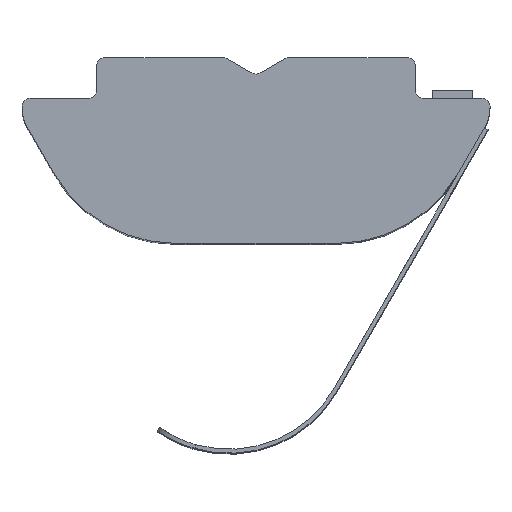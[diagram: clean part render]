
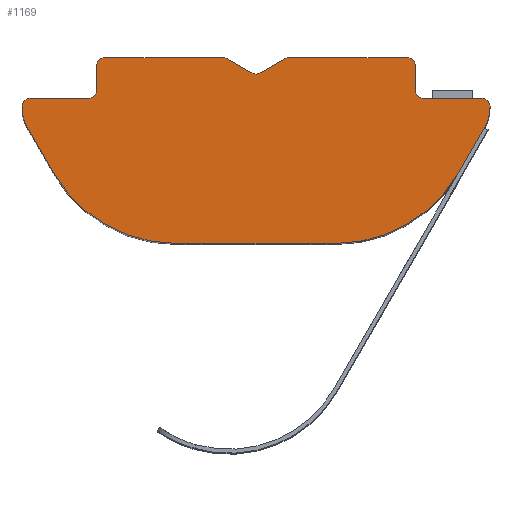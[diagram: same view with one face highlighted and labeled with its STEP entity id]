
A CAD part, top view. The second image highlights one B-rep face of the part: STEP entity #1169.
In plain terms, the highlighted planar face has unit normal (0, 0, 1).
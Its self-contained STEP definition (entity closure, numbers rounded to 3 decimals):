
#38=PLANE('',#1303);
#81=FACE_OUTER_BOUND('',#145,.T.);
#145=EDGE_LOOP('',(#897,#898,#899,#900,#901,#902,#903,#904,#905,#906,#907,
#908,#909,#910,#911,#912,#913,#914,#915,#916,#917,#918,#919,#920,#921,#922));
#192=LINE('',#1824,#306);
#199=LINE('',#1837,#313);
#214=LINE('',#1928,#328);
#218=LINE('',#1937,#332);
#222=LINE('',#1946,#336);
#224=LINE('',#1951,#338);
#230=LINE('',#1962,#344);
#235=LINE('',#1975,#349);
#241=LINE('',#1988,#355);
#253=LINE('',#2013,#367);
#256=LINE('',#2019,#370);
#262=LINE('',#2030,#376);
#263=LINE('',#2034,#377);
#306=VECTOR('',#1406,1000.);
#313=VECTOR('',#1417,1000.);
#328=VECTOR('',#1462,1000.);
#332=VECTOR('',#1468,1000.);
#336=VECTOR('',#1474,1000.);
#338=VECTOR('',#1478,1000.);
#344=VECTOR('',#1486,1000.);
#349=VECTOR('',#1495,1000.);
#355=VECTOR('',#1503,1000.);
#367=VECTOR('',#1517,1000.);
#370=VECTOR('',#1522,1000.);
#376=VECTOR('',#1532,1000.);
#377=VECTOR('',#1535,1000.);
#439=CIRCLE('',#1280,0.2);
#445=CIRCLE('',#1304,0.2);
#446=CIRCLE('',#1305,0.2);
#447=CIRCLE('',#1306,0.2);
#448=CIRCLE('',#1307,0.2);
#449=CIRCLE('',#1308,0.2);
#450=CIRCLE('',#1309,1.);
#451=CIRCLE('',#1310,3.5);
#452=CIRCLE('',#1311,3.5);
#453=CIRCLE('',#1312,1.);
#454=CIRCLE('',#1313,0.2);
#455=CIRCLE('',#1314,0.2);
#456=CIRCLE('',#1315,0.2);
#496=VERTEX_POINT('',#1821);
#497=VERTEX_POINT('',#1823);
#500=VERTEX_POINT('',#1833);
#501=VERTEX_POINT('',#1835);
#506=VERTEX_POINT('',#1851);
#521=VERTEX_POINT('',#1925);
#522=VERTEX_POINT('',#1927);
#525=VERTEX_POINT('',#1934);
#526=VERTEX_POINT('',#1936);
#529=VERTEX_POINT('',#1943);
#530=VERTEX_POINT('',#1945);
#531=VERTEX_POINT('',#1949);
#532=VERTEX_POINT('',#1950);
#535=VERTEX_POINT('',#1958);
#536=VERTEX_POINT('',#1960);
#541=VERTEX_POINT('',#1973);
#542=VERTEX_POINT('',#1974);
#547=VERTEX_POINT('',#1985);
#548=VERTEX_POINT('',#1987);
#559=VERTEX_POINT('',#2010);
#560=VERTEX_POINT('',#2012);
#561=VERTEX_POINT('',#2016);
#562=VERTEX_POINT('',#2018);
#565=VERTEX_POINT('',#2028);
#566=VERTEX_POINT('',#2032);
#567=VERTEX_POINT('',#2033);
#614=EDGE_CURVE('',#497,#496,#192,.T.);
#621=EDGE_CURVE('',#500,#501,#199,.T.);
#629=EDGE_CURVE('',#501,#506,#439,.T.);
#647=EDGE_CURVE('',#522,#521,#214,.T.);
#651=EDGE_CURVE('',#526,#525,#218,.T.);
#655=EDGE_CURVE('',#530,#529,#222,.T.);
#657=EDGE_CURVE('',#531,#532,#224,.T.);
#663=EDGE_CURVE('',#535,#536,#230,.T.);
#668=EDGE_CURVE('',#541,#542,#235,.T.);
#674=EDGE_CURVE('',#548,#547,#241,.T.);
#686=EDGE_CURVE('',#560,#559,#253,.T.);
#689=EDGE_CURVE('',#562,#561,#256,.T.);
#695=EDGE_CURVE('',#506,#565,#262,.T.);
#696=EDGE_CURVE('',#566,#567,#263,.T.);
#700=EDGE_CURVE('',#561,#500,#445,.T.);
#701=EDGE_CURVE('',#565,#497,#446,.T.);
#702=EDGE_CURVE('',#496,#566,#447,.T.);
#703=EDGE_CURVE('',#567,#526,#448,.T.);
#704=EDGE_CURVE('',#525,#530,#449,.T.);
#705=EDGE_CURVE('',#529,#531,#450,.T.);
#706=EDGE_CURVE('',#532,#535,#451,.T.);
#707=EDGE_CURVE('',#536,#522,#452,.T.);
#708=EDGE_CURVE('',#521,#541,#453,.T.);
#709=EDGE_CURVE('',#542,#548,#454,.T.);
#710=EDGE_CURVE('',#547,#560,#455,.T.);
#711=EDGE_CURVE('',#559,#562,#456,.T.);
#897=ORIENTED_EDGE('',*,*,#689,.T.);
#898=ORIENTED_EDGE('',*,*,#700,.T.);
#899=ORIENTED_EDGE('',*,*,#621,.T.);
#900=ORIENTED_EDGE('',*,*,#629,.T.);
#901=ORIENTED_EDGE('',*,*,#695,.T.);
#902=ORIENTED_EDGE('',*,*,#701,.T.);
#903=ORIENTED_EDGE('',*,*,#614,.T.);
#904=ORIENTED_EDGE('',*,*,#702,.T.);
#905=ORIENTED_EDGE('',*,*,#696,.T.);
#906=ORIENTED_EDGE('',*,*,#703,.T.);
#907=ORIENTED_EDGE('',*,*,#651,.T.);
#908=ORIENTED_EDGE('',*,*,#704,.T.);
#909=ORIENTED_EDGE('',*,*,#655,.T.);
#910=ORIENTED_EDGE('',*,*,#705,.T.);
#911=ORIENTED_EDGE('',*,*,#657,.T.);
#912=ORIENTED_EDGE('',*,*,#706,.T.);
#913=ORIENTED_EDGE('',*,*,#663,.T.);
#914=ORIENTED_EDGE('',*,*,#707,.T.);
#915=ORIENTED_EDGE('',*,*,#647,.T.);
#916=ORIENTED_EDGE('',*,*,#708,.T.);
#917=ORIENTED_EDGE('',*,*,#668,.T.);
#918=ORIENTED_EDGE('',*,*,#709,.T.);
#919=ORIENTED_EDGE('',*,*,#674,.T.);
#920=ORIENTED_EDGE('',*,*,#710,.T.);
#921=ORIENTED_EDGE('',*,*,#686,.T.);
#922=ORIENTED_EDGE('',*,*,#711,.T.);
#1169=ADVANCED_FACE('',(#81),#38,.T.);
#1280=AXIS2_PLACEMENT_3D('',#1853,#1432,#1433);
#1303=AXIS2_PLACEMENT_3D('',#2040,#1539,#1540);
#1304=AXIS2_PLACEMENT_3D('',#2041,#1541,#1542);
#1305=AXIS2_PLACEMENT_3D('',#2042,#1543,#1544);
#1306=AXIS2_PLACEMENT_3D('',#2043,#1545,#1546);
#1307=AXIS2_PLACEMENT_3D('',#2044,#1547,#1548);
#1308=AXIS2_PLACEMENT_3D('',#2045,#1549,#1550);
#1309=AXIS2_PLACEMENT_3D('',#2046,#1551,#1552);
#1310=AXIS2_PLACEMENT_3D('',#2047,#1553,#1554);
#1311=AXIS2_PLACEMENT_3D('',#2048,#1555,#1556);
#1312=AXIS2_PLACEMENT_3D('',#2049,#1557,#1558);
#1313=AXIS2_PLACEMENT_3D('',#2050,#1559,#1560);
#1314=AXIS2_PLACEMENT_3D('',#2051,#1561,#1562);
#1315=AXIS2_PLACEMENT_3D('',#2052,#1563,#1564);
#1406=DIRECTION('',(-1.,0.,0.));
#1417=DIRECTION('',(-0.866,-0.5,0.));
#1432=DIRECTION('center_axis',(0.,0.,-1.));
#1433=DIRECTION('ref_axis',(1.,0.,0.));
#1462=DIRECTION('',(0.5,0.866,0.));
#1468=DIRECTION('',(-1.,0.,0.));
#1474=DIRECTION('',(0.,-1.,0.));
#1478=DIRECTION('',(0.5,-0.866,0.));
#1486=DIRECTION('',(1.,0.,0.));
#1495=DIRECTION('',(0.,1.,0.));
#1503=DIRECTION('',(-1.,0.,0.));
#1517=DIRECTION('',(0.,1.,0.));
#1522=DIRECTION('',(-1.,0.,0.));
#1532=DIRECTION('',(-0.866,0.5,0.));
#1535=DIRECTION('',(0.,-1.,0.));
#1539=DIRECTION('center_axis',(0.,0.,1.));
#1540=DIRECTION('ref_axis',(1.,0.,0.));
#1541=DIRECTION('center_axis',(0.,0.,1.));
#1542=DIRECTION('ref_axis',(1.,0.,0.));
#1543=DIRECTION('center_axis',(0.,0.,1.));
#1544=DIRECTION('ref_axis',(1.,0.,0.));
#1545=DIRECTION('center_axis',(0.,0.,1.));
#1546=DIRECTION('ref_axis',(1.,0.,0.));
#1547=DIRECTION('center_axis',(0.,0.,-1.));
#1548=DIRECTION('ref_axis',(1.,0.,0.));
#1549=DIRECTION('center_axis',(0.,0.,1.));
#1550=DIRECTION('ref_axis',(1.,0.,0.));
#1551=DIRECTION('center_axis',(0.,0.,1.));
#1552=DIRECTION('ref_axis',(1.,0.,0.));
#1553=DIRECTION('center_axis',(0.,0.,1.));
#1554=DIRECTION('ref_axis',(1.,0.,0.));
#1555=DIRECTION('center_axis',(0.,0.,1.));
#1556=DIRECTION('ref_axis',(1.,0.,0.));
#1557=DIRECTION('center_axis',(0.,0.,1.));
#1558=DIRECTION('ref_axis',(1.,0.,0.));
#1559=DIRECTION('center_axis',(0.,0.,1.));
#1560=DIRECTION('ref_axis',(1.,0.,0.));
#1561=DIRECTION('center_axis',(0.,0.,-1.));
#1562=DIRECTION('ref_axis',(1.,0.,0.));
#1563=DIRECTION('center_axis',(0.,0.,1.));
#1564=DIRECTION('ref_axis',(1.,0.,0.));
#1821=CARTESIAN_POINT('',(-3.75,0.,8.));
#1823=CARTESIAN_POINT('',(-0.804,0.,8.));
#1824=CARTESIAN_POINT('',(-0.75,0.,8.));
#1833=CARTESIAN_POINT('',(0.704,-0.027,8.));
#1835=CARTESIAN_POINT('',(0.1,-0.375,8.));
#1837=CARTESIAN_POINT('',(0.75,0.,8.));
#1851=CARTESIAN_POINT('',(-0.1,-0.375,8.));
#1853=CARTESIAN_POINT('Origin',(0.,-0.202,
8.));
#1925=CARTESIAN_POINT('',(5.666,-1.732,8.));
#1927=CARTESIAN_POINT('',(5.021,-2.85,8.));
#1928=CARTESIAN_POINT('',(5.8,-1.5,8.));
#1934=CARTESIAN_POINT('',(-5.6,-1.,8.));
#1936=CARTESIAN_POINT('',(-4.15,-1.,8.));
#1937=CARTESIAN_POINT('',(-3.95,-1.,8.));
#1943=CARTESIAN_POINT('',(-5.8,-1.232,8.));
#1945=CARTESIAN_POINT('',(-5.8,-1.2,8.));
#1946=CARTESIAN_POINT('',(-5.8,-1.,8.));
#1949=CARTESIAN_POINT('',(-5.666,-1.732,8.));
#1950=CARTESIAN_POINT('',(-5.021,-2.85,8.));
#1951=CARTESIAN_POINT('',(-5.8,-1.5,8.));
#1958=CARTESIAN_POINT('',(-1.989,-4.6,8.));
#1960=CARTESIAN_POINT('',(1.989,-4.6,8.));
#1962=CARTESIAN_POINT('',(-4.01,-4.6,8.));
#1973=CARTESIAN_POINT('',(5.8,-1.232,8.));
#1974=CARTESIAN_POINT('',(5.8,-1.2,8.));
#1975=CARTESIAN_POINT('',(5.8,-1.,8.));
#1985=CARTESIAN_POINT('',(4.15,-1.,8.));
#1987=CARTESIAN_POINT('',(5.6,-1.,8.));
#1988=CARTESIAN_POINT('',(3.95,-1.,8.));
#2010=CARTESIAN_POINT('',(3.95,-0.2,8.));
#2012=CARTESIAN_POINT('',(3.95,-0.8,8.));
#2013=CARTESIAN_POINT('',(3.95,0.,8.));
#2016=CARTESIAN_POINT('',(0.804,0.,8.));
#2018=CARTESIAN_POINT('',(3.75,0.,8.));
#2019=CARTESIAN_POINT('',(3.95,0.,8.));
#2028=CARTESIAN_POINT('',(-0.704,-0.027,8.));
#2030=CARTESIAN_POINT('',(-0.75,0.,8.));
#2032=CARTESIAN_POINT('',(-3.95,-0.2,8.));
#2033=CARTESIAN_POINT('',(-3.95,-0.8,8.));
#2034=CARTESIAN_POINT('',(-3.95,0.,8.));
#2040=CARTESIAN_POINT('Origin',(-5.8,-1.,8.));
#2041=CARTESIAN_POINT('Origin',(0.804,-0.2,8.));
#2042=CARTESIAN_POINT('Origin',(-0.804,-0.2,8.));
#2043=CARTESIAN_POINT('Origin',(-3.75,-0.2,8.));
#2044=CARTESIAN_POINT('Origin',(-4.15,-0.8,8.));
#2045=CARTESIAN_POINT('Origin',(-5.6,-1.2,8.));
#2046=CARTESIAN_POINT('Origin',(-4.8,-1.232,8.));
#2047=CARTESIAN_POINT('Origin',(-1.989,-1.1,8.));
#2048=CARTESIAN_POINT('Origin',(1.989,-1.1,8.));
#2049=CARTESIAN_POINT('Origin',(4.8,-1.232,8.));
#2050=CARTESIAN_POINT('Origin',(5.6,-1.2,8.));
#2051=CARTESIAN_POINT('Origin',(4.15,-0.8,8.));
#2052=CARTESIAN_POINT('Origin',(3.75,-0.2,8.));
